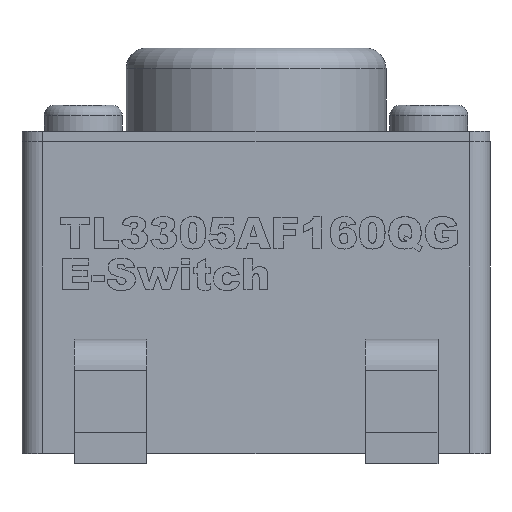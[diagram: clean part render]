
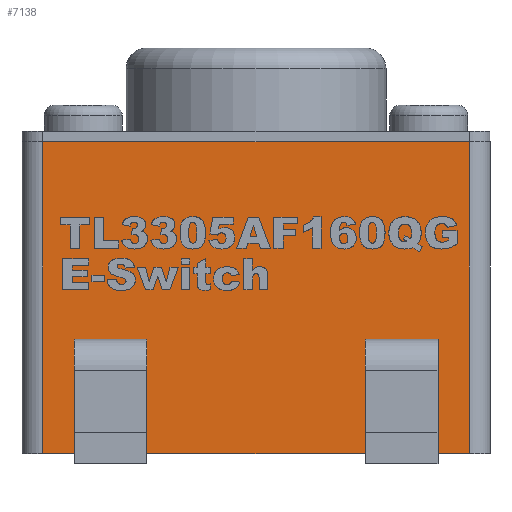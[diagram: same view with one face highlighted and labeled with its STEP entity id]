
A CAD part, left-side view. The second image highlights one B-rep face of the part: STEP entity #7138.
In plain terms, the highlighted planar face has unit normal (-1, 0, 0).
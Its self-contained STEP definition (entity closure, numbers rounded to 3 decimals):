
#604=FACE_OUTER_BOUND('',#1014,.T.);
#1014=EDGE_LOOP('',(#4524,#4525,#4526,#4527));
#1456=LINE('',#9497,#2132);
#1462=LINE('',#9513,#2138);
#1466=LINE('',#9527,#2142);
#1467=LINE('',#9529,#2143);
#2132=VECTOR('',#8137,10.);
#2138=VECTOR('',#8153,10.);
#2142=VECTOR('',#8171,10.);
#2143=VECTOR('',#8174,10.);
#2802=VERTEX_POINT('',#9495);
#2803=VERTEX_POINT('',#9496);
#2808=VERTEX_POINT('',#9511);
#2811=VERTEX_POINT('',#9525);
#3477=EDGE_CURVE('',#2802,#2803,#1456,.T.);
#3486=EDGE_CURVE('',#2808,#2803,#1462,.T.);
#3493=EDGE_CURVE('',#2802,#2811,#1466,.T.);
#3494=EDGE_CURVE('',#2811,#2808,#1467,.T.);
#4524=ORIENTED_EDGE('',*,*,#3477,.T.);
#4525=ORIENTED_EDGE('',*,*,#3486,.F.);
#4526=ORIENTED_EDGE('',*,*,#3494,.F.);
#4527=ORIENTED_EDGE('',*,*,#3493,.F.);
#6438=PLANE('',#7770);
#7138=ADVANCED_FACE('',(#604),#6438,.T.);
#7770=AXIS2_PLACEMENT_3D('',#9528,#8172,#8173);
#8137=DIRECTION('',(0.,-1.,0.));
#8153=DIRECTION('',(0.,0.,-1.));
#8171=DIRECTION('',(0.,0.,1.));
#8172=DIRECTION('center_axis',(-1.,0.,0.));
#8173=DIRECTION('ref_axis',(0.,-1.,0.));
#8174=DIRECTION('',(0.,-1.,0.));
#9495=CARTESIAN_POINT('',(-2.25,2.05,0.));
#9496=CARTESIAN_POINT('',(-2.25,-2.05,0.));
#9497=CARTESIAN_POINT('',(-2.25,2.25,0.));
#9511=CARTESIAN_POINT('',(-2.25,-2.05,3.));
#9513=CARTESIAN_POINT('',(-2.25,-2.05,0.));
#9525=CARTESIAN_POINT('',(-2.25,2.05,3.));
#9527=CARTESIAN_POINT('',(-2.25,2.05,0.));
#9528=CARTESIAN_POINT('Origin',(-2.25,2.25,0.));
#9529=CARTESIAN_POINT('',(-2.25,2.25,3.));
